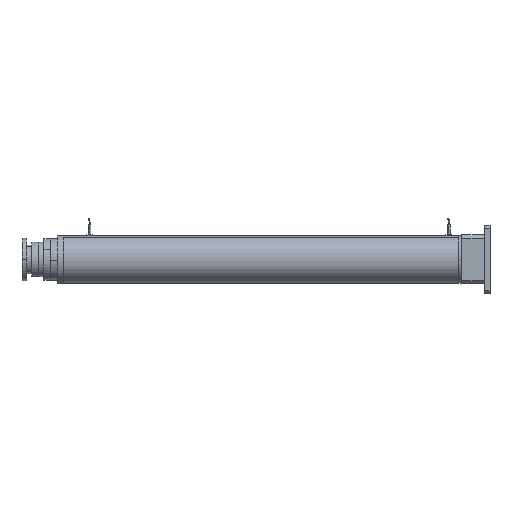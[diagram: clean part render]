
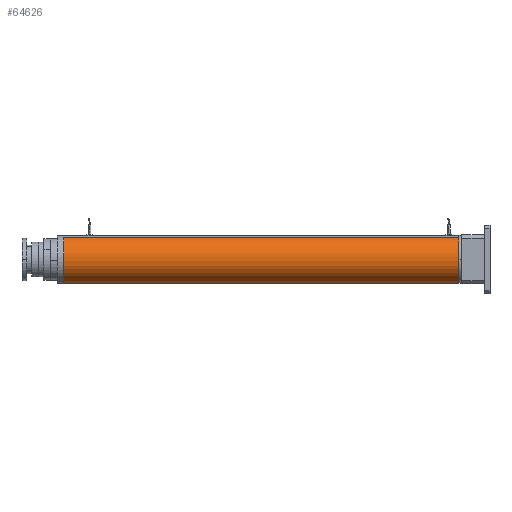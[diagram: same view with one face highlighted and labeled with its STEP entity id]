
A CAD part, left-side view. The second image highlights one B-rep face of the part: STEP entity #64626.
In plain terms, the highlighted cylindrical face has radius 73.5 mm (diameter 147 mm), a partial arc.
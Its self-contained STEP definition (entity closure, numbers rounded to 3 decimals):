
#5520 = DIRECTION ( 'NONE',  ( 0., 0., -1. ) ) ;
#7087 = CARTESIAN_POINT ( 'NONE',  ( 73.5, 0., 605. ) ) ;
#8128 = CARTESIAN_POINT ( 'NONE',  ( 0., 0., 605. ) ) ;
#9057 = CIRCLE ( 'NONE', #112103, 73.5 ) ;
#11563 = CARTESIAN_POINT ( 'NONE',  ( 73.5, 0., -605. ) ) ;
#12584 = AXIS2_PLACEMENT_3D ( 'NONE', #8128, #93947, #115884 ) ;
#13279 = CARTESIAN_POINT ( 'NONE',  ( -73.5, 0., 605. ) ) ;
#15548 = ORIENTED_EDGE ( 'NONE', *, *, #54439, .T. ) ;
#17487 = DIRECTION ( 'NONE',  ( 1., 0., 0. ) ) ;
#19168 = ORIENTED_EDGE ( 'NONE', *, *, #31157, .T. ) ;
#21153 = CARTESIAN_POINT ( 'NONE',  ( 73.5, 0., 605. ) ) ;
#21261 = VERTEX_POINT ( 'NONE', #75248 ) ;
#22967 = LINE ( 'NONE', #13279, #47665 ) ;
#23739 = DIRECTION ( 'NONE',  ( 0., 0., 1. ) ) ;
#24998 = VERTEX_POINT ( 'NONE', #109952 ) ;
#29180 = EDGE_CURVE ( 'NONE', #21261, #24998, #22967, .T. ) ;
#30832 = DIRECTION ( 'NONE',  ( 0., 0., -1. ) ) ;
#31157 = EDGE_CURVE ( 'NONE', #89042, #24998, #64224, .T. ) ;
#34714 = VERTEX_POINT ( 'NONE', #7087 ) ;
#39002 = ORIENTED_EDGE ( 'NONE', *, *, #29180, .F. ) ;
#41580 = ORIENTED_EDGE ( 'NONE', *, *, #105610, .F. ) ;
#41756 = LINE ( 'NONE', #21153, #75425 ) ;
#47392 = EDGE_LOOP ( 'NONE', ( #41580, #15548, #19168, #39002 ) ) ;
#47665 = VECTOR ( 'NONE', #5520, 1000. ) ;
#54439 = EDGE_CURVE ( 'NONE', #34714, #89042, #41756, .T. ) ;
#64224 = CIRCLE ( 'NONE', #80704, 73.5 ) ;
#64626 = ADVANCED_FACE ( 'NONE', ( #76488 ), #84884, .T. ) ;
#73367 = DIRECTION ( 'NONE',  ( 1., 0., 0. ) ) ;
#74226 = CARTESIAN_POINT ( 'NONE',  ( 0., 0., -605. ) ) ;
#75248 = CARTESIAN_POINT ( 'NONE',  ( -73.5, 0., 605. ) ) ;
#75425 = VECTOR ( 'NONE', #30832, 1000. ) ;
#76488 = FACE_OUTER_BOUND ( 'NONE', #47392, .T. ) ;
#80704 = AXIS2_PLACEMENT_3D ( 'NONE', #74226, #123987, #17487 ) ;
#84884 = CYLINDRICAL_SURFACE ( 'NONE', #12584, 73.5 ) ;
#89042 = VERTEX_POINT ( 'NONE', #11563 ) ;
#93947 = DIRECTION ( 'NONE',  ( 0., 0., -1. ) ) ;
#105610 = EDGE_CURVE ( 'NONE', #34714, #21261, #9057, .T. ) ;
#109952 = CARTESIAN_POINT ( 'NONE',  ( -73.5, 0., -605. ) ) ;
#112103 = AXIS2_PLACEMENT_3D ( 'NONE', #114068, #23739, #73367 ) ;
#114068 = CARTESIAN_POINT ( 'NONE',  ( 0., 0., 605. ) ) ;
#115884 = DIRECTION ( 'NONE',  ( -1., 0., 0. ) ) ;
#123987 = DIRECTION ( 'NONE',  ( 0., 0., 1. ) ) ;
